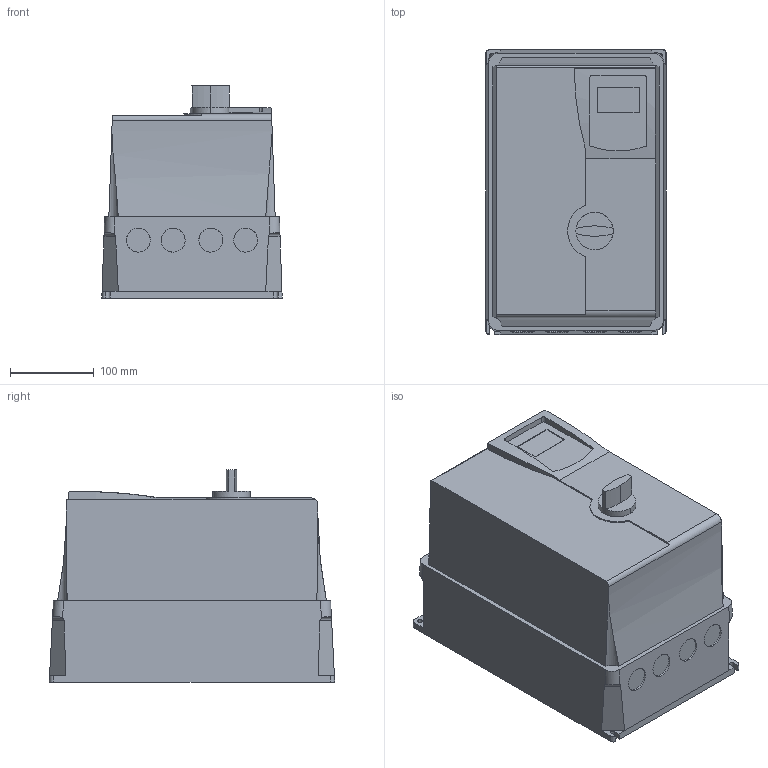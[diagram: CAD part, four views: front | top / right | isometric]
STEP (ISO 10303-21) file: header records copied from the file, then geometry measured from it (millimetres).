
FILE_DESCRIPTION (( 'STEP AP214' ), '1' );
FILE_NAME ('CFW500 MEC-B IP66 - COM SECCIONADORA Coord NC.STEP', '2021-05-18T18:06:06', ( '' ), ( '' ), 'SwSTEP 2.0', 'SolidWorks 2017', '' );
FILE_SCHEMA (( 'AUTOMOTIVE_DESIGN' ));
Length unit declared in the file: inch
Products named in the file (1): CFW500 MEC-B IP66 - COM SECCIONADORA Coord NC
Bounding box: 215 x 340 x 253 mm (x, y, z)
Volume: 14086191.3 mm3; surface area: 368434.6 mm2
Topology: 1 solids, 1 shells, 91 faces, 241 edges, 160 vertices
Faces by surface type: cylinder 46, plane 43, bspline 2
Entity records: 3140 total; most frequent: CARTESIAN_POINT 943, ORIENTED_EDGE 482, DIRECTION 411, EDGE_CURVE 241, VERTEX_POINT 160, AXIS2_PLACEMENT_3D 140, LINE 131, VECTOR 131
